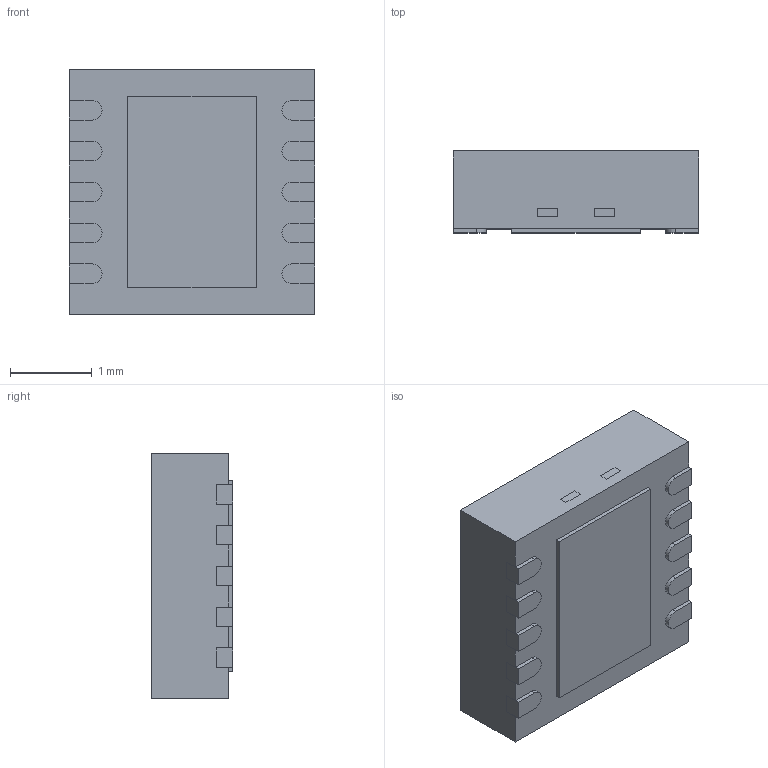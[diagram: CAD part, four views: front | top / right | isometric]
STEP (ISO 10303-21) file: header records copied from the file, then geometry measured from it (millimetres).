
FILE_DESCRIPTION (( 'STEP AP214' ), '1' );
FILE_NAME ('MCP73833T-AMI_MF.STEP', '2023-04-02T14:31:55', ( '' ), ( '' ), 'SwSTEP 2.0', 'SolidWorks 2021', '' );
FILE_SCHEMA (( 'AUTOMOTIVE_DESIGN' ));
Length unit declared in the file: millimetre
Products named in the file (1): MCP73833T-AMI_MF
Bounding box: 3 x 1 x 3 mm (x, y, z)
Volume: 8.8 mm3; surface area: 45.6 mm2
Topology: 17 solids, 17 shells, 168 faces, 384 edges, 256 vertices
Faces by surface type: plane 144, cylinder 24
Entity records: 4854 total; most frequent: CARTESIAN_POINT 809, DIRECTION 770, ORIENTED_EDGE 768, EDGE_CURVE 384, LINE 336, VECTOR 336, VERTEX_POINT 256, AXIS2_PLACEMENT_3D 217
